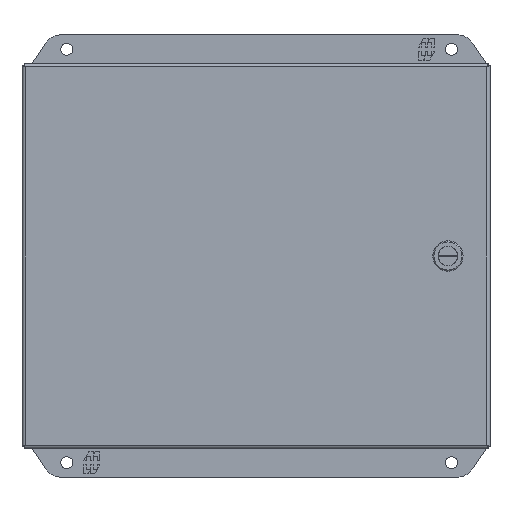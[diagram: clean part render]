
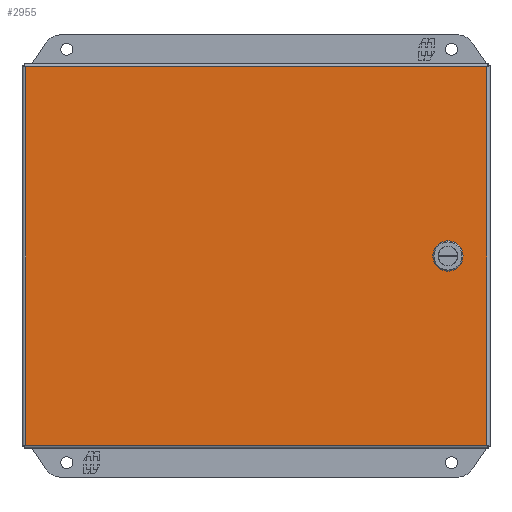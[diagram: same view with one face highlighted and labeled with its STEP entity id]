
A CAD part, front view. The second image highlights one B-rep face of the part: STEP entity #2955.
In plain terms, the highlighted planar face has unit normal (0, -1, 0).
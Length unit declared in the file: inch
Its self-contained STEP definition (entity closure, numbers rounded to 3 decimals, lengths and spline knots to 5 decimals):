
#58 = CARTESIAN_POINT ( 'NONE',  ( 5.91268, -5.61133, -4.914 ) ) ;
#112 = VECTOR ( 'NONE', #690, 39.37008 ) ;
#226 = VERTEX_POINT ( 'NONE', #15776 ) ;
#690 = DIRECTION ( 'NONE',  ( 0., 0., 1. ) ) ;
#805 = LINE ( 'NONE', #11937, #112 ) ;
#1087 = CARTESIAN_POINT ( 'NONE',  ( 4.98226, -5.61133, -0.331 ) ) ;
#1120 = CARTESIAN_POINT ( 'NONE',  ( -6.07332, -5.61133, -4.914 ) ) ;
#1249 = LINE ( 'NONE', #13662, #6794 ) ;
#1710 = LINE ( 'NONE', #2905, #13233 ) ;
#2905 = CARTESIAN_POINT ( 'NONE',  ( 4.57568, -5.61133, -0.07559 ) ) ;
#2955 = ADVANCED_FACE ( 'NONE', ( #13488, #22321 ), #20599, .T. ) ;
#3163 = DIRECTION ( 'NONE',  ( 0.707, 0., -0.707 ) ) ;
#3355 = CARTESIAN_POINT ( 'NONE',  ( -6.07332, -5.61133, -4.914 ) ) ;
#3450 = CARTESIAN_POINT ( 'NONE',  ( 5.23768, -5.61133, -0.07559 ) ) ;
#4490 = EDGE_CURVE ( 'NONE', #16162, #226, #13743, .T. ) ;
#4970 = EDGE_CURVE ( 'NONE', #226, #19534, #22643, .T. ) ;
#5150 = VECTOR ( 'NONE', #22240, 39.37008 ) ;
#5418 = LINE ( 'NONE', #14175, #15117 ) ;
#5630 = CARTESIAN_POINT ( 'NONE',  ( 4.98226, -5.61133, 0.331 ) ) ;
#6029 = EDGE_CURVE ( 'NONE', #16300, #16162, #805, .T. ) ;
#6109 = ORIENTED_EDGE ( 'NONE', *, *, #17409, .T. ) ;
#6794 = VECTOR ( 'NONE', #8260, 39.37008 ) ;
#6989 = EDGE_CURVE ( 'NONE', #16266, #10889, #16949, .T. ) ;
#7183 = DIRECTION ( 'NONE',  ( 0., 0., 1. ) ) ;
#7201 = ORIENTED_EDGE ( 'NONE', *, *, #4490, .F. ) ;
#7227 = ORIENTED_EDGE ( 'NONE', *, *, #18963, .F. ) ;
#7290 = EDGE_CURVE ( 'NONE', #9242, #11633, #22606, .T. ) ;
#7511 = ORIENTED_EDGE ( 'NONE', *, *, #9860, .F. ) ;
#7969 = CARTESIAN_POINT ( 'NONE',  ( 4.83109, -5.61133, -0.331 ) ) ;
#8196 = CARTESIAN_POINT ( 'NONE',  ( 5.91268, -5.61133, -4.914 ) ) ;
#8206 = CARTESIAN_POINT ( 'NONE',  ( 5.23768, -5.61133, -0.07559 ) ) ;
#8231 = VECTOR ( 'NONE', #10129, 39.37008 ) ;
#8260 = DIRECTION ( 'NONE',  ( -1., 0., 0. ) ) ;
#8280 = CARTESIAN_POINT ( 'NONE',  ( -6.07332, -5.61133, 4.914 ) ) ;
#8634 = DIRECTION ( 'NONE',  ( 0., -1., 0. ) ) ;
#8978 = ORIENTED_EDGE ( 'NONE', *, *, #7290, .T. ) ;
#9242 = VERTEX_POINT ( 'NONE', #8196 ) ;
#9311 = VECTOR ( 'NONE', #20972, 39.37008 ) ;
#9809 = EDGE_LOOP ( 'NONE', ( #8978, #13243, #6109, #20680 ) ) ;
#9860 = EDGE_CURVE ( 'NONE', #10889, #16300, #19197, .T. ) ;
#10129 = DIRECTION ( 'NONE',  ( 0.707, 0., 0.707 ) ) ;
#10334 = VECTOR ( 'NONE', #3163, 39.37008 ) ;
#10833 = ORIENTED_EDGE ( 'NONE', *, *, #11953, .F. ) ;
#10889 = VERTEX_POINT ( 'NONE', #1087 ) ;
#11050 = VECTOR ( 'NONE', #7183, 39.37008 ) ;
#11310 = CARTESIAN_POINT ( 'NONE',  ( 4.98226, -5.61133, -0.331 ) ) ;
#11633 = VERTEX_POINT ( 'NONE', #16455 ) ;
#11937 = CARTESIAN_POINT ( 'NONE',  ( 5.23768, -5.61133, 0.07559 ) ) ;
#11953 = EDGE_CURVE ( 'NONE', #19534, #19898, #17423, .T. ) ;
#12009 = DIRECTION ( 'NONE',  ( -0.707, 0., 0.707 ) ) ;
#12877 = AXIS2_PLACEMENT_3D ( 'NONE', #17382, #8634, #15328 ) ;
#12974 = EDGE_LOOP ( 'NONE', ( #20545, #7227, #15828, #10833, #19340, #7201, #18376, #7511 ) ) ;
#13233 = VECTOR ( 'NONE', #16824, 39.37008 ) ;
#13243 = ORIENTED_EDGE ( 'NONE', *, *, #14502, .T. ) ;
#13488 = FACE_BOUND ( 'NONE', #12974, .T. ) ;
#13510 = VECTOR ( 'NONE', #17804, 39.37008 ) ;
#13662 = CARTESIAN_POINT ( 'NONE',  ( -6.07332, -5.61133, 4.914 ) ) ;
#13743 = LINE ( 'NONE', #5630, #18636 ) ;
#14175 = CARTESIAN_POINT ( 'NONE',  ( -6.07332, -5.61133, -4.914 ) ) ;
#14242 = CARTESIAN_POINT ( 'NONE',  ( 4.83109, -5.61133, 0.331 ) ) ;
#14502 = EDGE_CURVE ( 'NONE', #11633, #19657, #1249, .T. ) ;
#15117 = VECTOR ( 'NONE', #16130, 39.37008 ) ;
#15261 = CARTESIAN_POINT ( 'NONE',  ( 4.57568, -5.61133, 0.07559 ) ) ;
#15328 = DIRECTION ( 'NONE',  ( 0., 0., -1. ) ) ;
#15776 = CARTESIAN_POINT ( 'NONE',  ( 4.98226, -5.61133, 0.331 ) ) ;
#15828 = ORIENTED_EDGE ( 'NONE', *, *, #18120, .F. ) ;
#16130 = DIRECTION ( 'NONE',  ( 0., 0., -1. ) ) ;
#16162 = VERTEX_POINT ( 'NONE', #16269 ) ;
#16266 = VERTEX_POINT ( 'NONE', #7969 ) ;
#16269 = CARTESIAN_POINT ( 'NONE',  ( 5.23768, -5.61133, 0.07559 ) ) ;
#16300 = VERTEX_POINT ( 'NONE', #8206 ) ;
#16455 = CARTESIAN_POINT ( 'NONE',  ( 5.91268, -5.61133, 4.914 ) ) ;
#16824 = DIRECTION ( 'NONE',  ( 0., 0., -1. ) ) ;
#16949 = LINE ( 'NONE', #11310, #5150 ) ;
#17382 = CARTESIAN_POINT ( 'NONE',  ( -6.07332, -5.61133, -4.914 ) ) ;
#17409 = EDGE_CURVE ( 'NONE', #19657, #18410, #5418, .T. ) ;
#17423 = LINE ( 'NONE', #19255, #9311 ) ;
#17804 = DIRECTION ( 'NONE',  ( -1., 0., 0. ) ) ;
#18120 = EDGE_CURVE ( 'NONE', #19898, #21243, #1710, .T. ) ;
#18376 = ORIENTED_EDGE ( 'NONE', *, *, #6029, .F. ) ;
#18410 = VERTEX_POINT ( 'NONE', #1120 ) ;
#18636 = VECTOR ( 'NONE', #12009, 39.37008 ) ;
#18783 = VECTOR ( 'NONE', #20394, 39.37008 ) ;
#18963 = EDGE_CURVE ( 'NONE', #21243, #16266, #22357, .T. ) ;
#19135 = EDGE_CURVE ( 'NONE', #18410, #9242, #22436, .T. ) ;
#19197 = LINE ( 'NONE', #3450, #8231 ) ;
#19255 = CARTESIAN_POINT ( 'NONE',  ( 4.57568, -5.61133, 0.07559 ) ) ;
#19340 = ORIENTED_EDGE ( 'NONE', *, *, #4970, .F. ) ;
#19534 = VERTEX_POINT ( 'NONE', #21726 ) ;
#19657 = VERTEX_POINT ( 'NONE', #8280 ) ;
#19898 = VERTEX_POINT ( 'NONE', #15261 ) ;
#20394 = DIRECTION ( 'NONE',  ( 1., 0., 0. ) ) ;
#20453 = CARTESIAN_POINT ( 'NONE',  ( 4.57568, -5.61133, -0.07559 ) ) ;
#20526 = CARTESIAN_POINT ( 'NONE',  ( 4.83109, -5.61133, -0.331 ) ) ;
#20545 = ORIENTED_EDGE ( 'NONE', *, *, #6989, .F. ) ;
#20599 = PLANE ( 'NONE',  #12877 ) ;
#20680 = ORIENTED_EDGE ( 'NONE', *, *, #19135, .T. ) ;
#20972 = DIRECTION ( 'NONE',  ( -0.707, 0., -0.707 ) ) ;
#21243 = VERTEX_POINT ( 'NONE', #20453 ) ;
#21726 = CARTESIAN_POINT ( 'NONE',  ( 4.83109, -5.61133, 0.331 ) ) ;
#22240 = DIRECTION ( 'NONE',  ( 1., 0., 0. ) ) ;
#22321 = FACE_OUTER_BOUND ( 'NONE', #9809, .T. ) ;
#22357 = LINE ( 'NONE', #20526, #10334 ) ;
#22436 = LINE ( 'NONE', #3355, #18783 ) ;
#22606 = LINE ( 'NONE', #58, #11050 ) ;
#22643 = LINE ( 'NONE', #14242, #13510 ) ;
